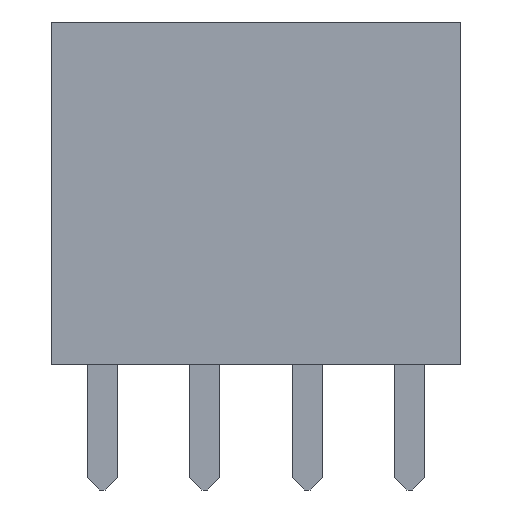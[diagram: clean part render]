
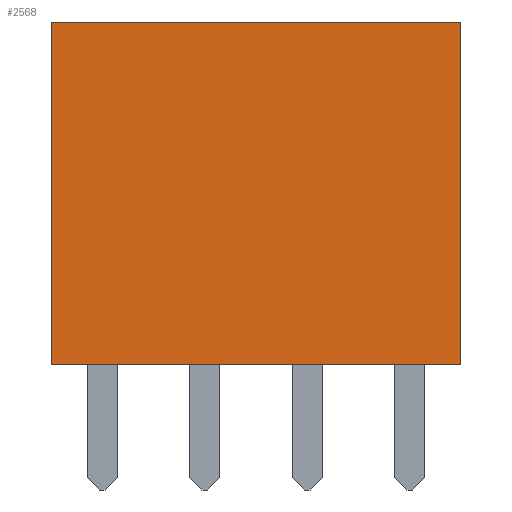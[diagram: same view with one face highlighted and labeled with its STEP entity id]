
A CAD part, front view. The second image highlights one B-rep face of the part: STEP entity #2568.
In plain terms, the highlighted planar face has unit normal (0, -1, 0).
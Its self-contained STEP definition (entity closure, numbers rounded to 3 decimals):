
#108=FACE_OUTER_BOUND('',#268,.T.);
#268=EDGE_LOOP('',(#1923,#1924,#1925,#1926));
#425=LINE('',#3639,#777);
#469=LINE('',#3730,#821);
#473=LINE('',#3736,#825);
#506=LINE('',#3804,#858);
#777=VECTOR('',#2954,10.);
#821=VECTOR('',#3030,10.);
#825=VECTOR('',#3038,10.);
#858=VECTOR('',#3109,10.);
#1110=VERTEX_POINT('',#3636);
#1111=VERTEX_POINT('',#3638);
#1141=VERTEX_POINT('',#3727);
#1142=VERTEX_POINT('',#3729);
#1353=EDGE_CURVE('',#1110,#1111,#425,.T.);
#1397=EDGE_CURVE('',#1142,#1141,#469,.T.);
#1401=EDGE_CURVE('',#1142,#1110,#473,.T.);
#1434=EDGE_CURVE('',#1141,#1111,#506,.F.);
#1923=ORIENTED_EDGE('',*,*,#1397,.T.);
#1924=ORIENTED_EDGE('',*,*,#1434,.T.);
#1925=ORIENTED_EDGE('',*,*,#1353,.F.);
#1926=ORIENTED_EDGE('',*,*,#1401,.F.);
#2412=PLANE('',#2748);
#2568=ADVANCED_FACE('',(#108),#2412,.T.);
#2748=AXIS2_PLACEMENT_3D('',#3805,#3110,#3111);
#2954=DIRECTION('',(1.,0.,0.));
#3030=DIRECTION('',(1.,0.,0.));
#3038=DIRECTION('',(0.,0.,1.));
#3109=DIRECTION('',(0.,0.,-1.));
#3110=DIRECTION('center_axis',(0.,-1.,0.));
#3111=DIRECTION('ref_axis',(1.,0.,0.));
#3636=CARTESIAN_POINT('',(-5.08,-2.52,8.6));
#3638=CARTESIAN_POINT('',(5.08,-2.52,8.6));
#3639=CARTESIAN_POINT('',(-5.08,-2.52,8.6));
#3727=CARTESIAN_POINT('',(5.08,-2.52,0.1));
#3729=CARTESIAN_POINT('',(-5.08,-2.52,0.1));
#3730=CARTESIAN_POINT('',(-5.08,-2.52,0.1));
#3736=CARTESIAN_POINT('',(-5.08,-2.52,0.1));
#3804=CARTESIAN_POINT('',(5.08,-2.52,0.1));
#3805=CARTESIAN_POINT('Origin',(-5.08,-2.52,0.1));
